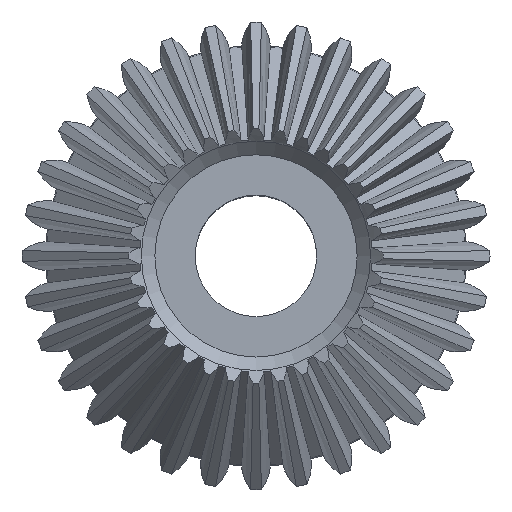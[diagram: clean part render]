
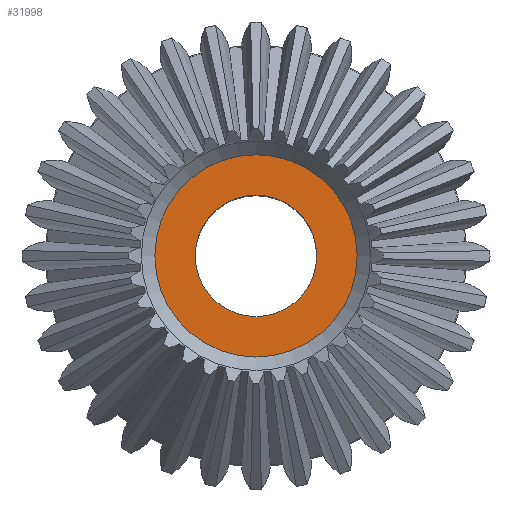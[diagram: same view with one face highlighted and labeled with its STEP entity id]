
A CAD part, top view. The second image highlights one B-rep face of the part: STEP entity #31998.
In plain terms, the highlighted planar face has unit normal (0, 0, 1).
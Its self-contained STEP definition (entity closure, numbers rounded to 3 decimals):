
#845 = CYLINDRICAL_SURFACE('',#846,4.2);
#846 = AXIS2_PLACEMENT_3D('',#847,#848,#849);
#847 = CARTESIAN_POINT('',(0.,0.,-17.));
#848 = DIRECTION('',(0.,0.,-1.));
#849 = DIRECTION('',(1.,0.,0.));
#6460 = VERTEX_POINT('',#6461);
#6461 = CARTESIAN_POINT('',(4.2,0.,6.137));
#6482 = EDGE_CURVE('',#6460,#6460,#6483,.T.);
#6483 = SURFACE_CURVE('',#6484,(#6489,#6496),.PCURVE_S1.);
#6484 = CIRCLE('',#6485,4.2);
#6485 = AXIS2_PLACEMENT_3D('',#6486,#6487,#6488);
#6486 = CARTESIAN_POINT('',(0.,0.,6.137));
#6487 = DIRECTION('',(0.,0.,-1.));
#6488 = DIRECTION('',(1.,0.,0.));
#6489 = PCURVE('',#845,#6490);
#6490 = DEFINITIONAL_REPRESENTATION('',(#6491),#6495);
#6491 = LINE('',#6492,#6493);
#6492 = CARTESIAN_POINT('',(0.,-23.137));
#6493 = VECTOR('',#6494,1.);
#6494 = DIRECTION('',(1.,0.));
#6495 = ( GEOMETRIC_REPRESENTATION_CONTEXT(2) 
PARAMETRIC_REPRESENTATION_CONTEXT() REPRESENTATION_CONTEXT('2D SPACE',''
  ) );
#6496 = PCURVE('',#6497,#6502);
#6497 = PLANE('',#6498);
#6498 = AXIS2_PLACEMENT_3D('',#6499,#6500,#6501);
#6499 = CARTESIAN_POINT('',(0.,0.,6.137));
#6500 = DIRECTION('',(0.,0.,-1.));
#6501 = DIRECTION('',(1.,0.,0.));
#6502 = DEFINITIONAL_REPRESENTATION('',(#6503),#6507);
#6503 = CIRCLE('',#6504,4.2);
#6504 = AXIS2_PLACEMENT_2D('',#6505,#6506);
#6505 = CARTESIAN_POINT('',(0.,0.));
#6506 = DIRECTION('',(1.,-0.));
#6507 = ( GEOMETRIC_REPRESENTATION_CONTEXT(2) 
PARAMETRIC_REPRESENTATION_CONTEXT() REPRESENTATION_CONTEXT('2D SPACE',''
  ) );
#31998 = ADVANCED_FACE('',(#31999,#32030),#6497,.F.);
#31999 = FACE_BOUND('',#32000,.T.);
#32000 = EDGE_LOOP('',(#32001));
#32001 = ORIENTED_EDGE('',*,*,#32002,.F.);
#32002 = EDGE_CURVE('',#32003,#32003,#32005,.T.);
#32003 = VERTEX_POINT('',#32004);
#32004 = CARTESIAN_POINT('',(6.994,0.,6.137));
#32005 = SURFACE_CURVE('',#32006,(#32011,#32018),.PCURVE_S1.);
#32006 = CIRCLE('',#32007,6.994);
#32007 = AXIS2_PLACEMENT_3D('',#32008,#32009,#32010);
#32008 = CARTESIAN_POINT('',(0.,0.,6.137));
#32009 = DIRECTION('',(0.,0.,-1.));
#32010 = DIRECTION('',(1.,0.,0.));
#32011 = PCURVE('',#6497,#32012);
#32012 = DEFINITIONAL_REPRESENTATION('',(#32013),#32017);
#32013 = CIRCLE('',#32014,6.994);
#32014 = AXIS2_PLACEMENT_2D('',#32015,#32016);
#32015 = CARTESIAN_POINT('',(0.,0.));
#32016 = DIRECTION('',(1.,-0.));
#32017 = ( GEOMETRIC_REPRESENTATION_CONTEXT(2) 
PARAMETRIC_REPRESENTATION_CONTEXT() REPRESENTATION_CONTEXT('2D SPACE',''
  ) );
#32018 = PCURVE('',#32019,#32024);
#32019 = CONICAL_SURFACE('',#32020,6.994,0.785);
#32020 = AXIS2_PLACEMENT_3D('',#32021,#32022,#32023);
#32021 = CARTESIAN_POINT('',(0.,0.,6.137));
#32022 = DIRECTION('',(0.,0.,1.));
#32023 = DIRECTION('',(1.,0.,0.));
#32024 = DEFINITIONAL_REPRESENTATION('',(#32025),#32029);
#32025 = LINE('',#32026,#32027);
#32026 = CARTESIAN_POINT('',(-0.,0.));
#32027 = VECTOR('',#32028,1.);
#32028 = DIRECTION('',(-1.,0.));
#32029 = ( GEOMETRIC_REPRESENTATION_CONTEXT(2) 
PARAMETRIC_REPRESENTATION_CONTEXT() REPRESENTATION_CONTEXT('2D SPACE',''
  ) );
#32030 = FACE_BOUND('',#32031,.T.);
#32031 = EDGE_LOOP('',(#32032));
#32032 = ORIENTED_EDGE('',*,*,#6482,.T.);
